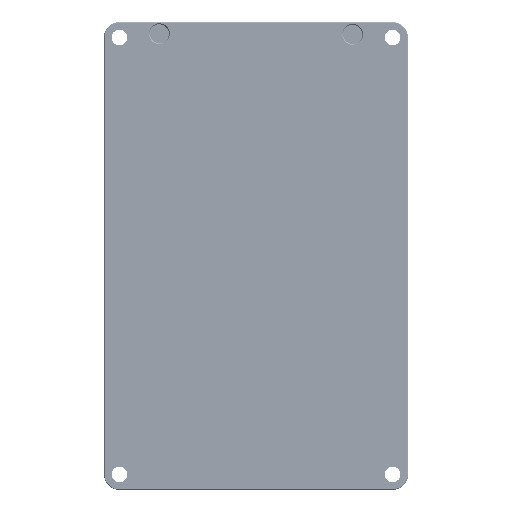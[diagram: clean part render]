
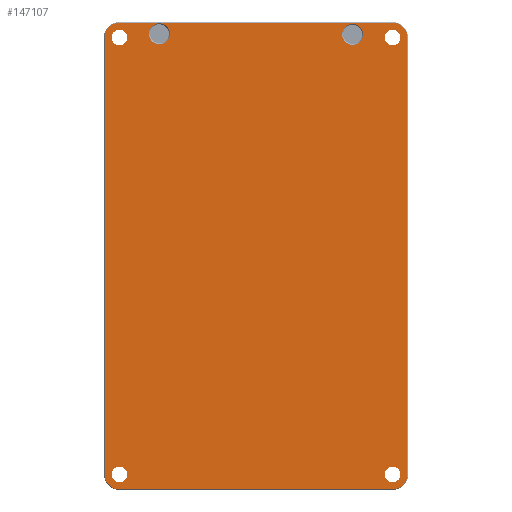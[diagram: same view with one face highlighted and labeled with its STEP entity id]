
A CAD part, front view. The second image highlights one B-rep face of the part: STEP entity #147107.
In plain terms, the highlighted planar face has unit normal (0, -1, 0).
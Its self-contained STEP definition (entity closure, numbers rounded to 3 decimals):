
#3286=PLANE('',#156832);
#7011=FACE_BOUND('',#20024,.T.);
#7012=FACE_BOUND('',#20025,.T.);
#7013=FACE_BOUND('',#20026,.T.);
#7014=FACE_BOUND('',#20027,.T.);
#7015=FACE_BOUND('',#20028,.T.);
#7016=FACE_BOUND('',#20029,.T.);
#11036=FACE_OUTER_BOUND('',#20023,.T.);
#20023=EDGE_LOOP('',(#108782,#108783,#108784,#108785,#108786,#108787,#108788,
#108789));
#20024=EDGE_LOOP('',(#108790));
#20025=EDGE_LOOP('',(#108791));
#20026=EDGE_LOOP('',(#108792));
#20027=EDGE_LOOP('',(#108793));
#20028=EDGE_LOOP('',(#108794));
#20029=EDGE_LOOP('',(#108795));
#28718=CIRCLE('',#156769,2.459);
#28721=CIRCLE('',#156773,2.459);
#28724=CIRCLE('',#156777,2.459);
#28727=CIRCLE('',#156781,2.459);
#28743=CIRCLE('',#156833,4.7);
#28744=CIRCLE('',#156834,4.7);
#28745=CIRCLE('',#156835,4.7);
#28746=CIRCLE('',#156836,4.7);
#28747=CIRCLE('',#156837,3.3);
#28748=CIRCLE('',#156838,3.3);
#39939=LINE('',#233726,#53344);
#39940=LINE('',#233730,#53345);
#39941=LINE('',#233734,#53346);
#39942=LINE('',#233738,#53347);
#53344=VECTOR('',#178512,10.);
#53345=VECTOR('',#178515,10.);
#53346=VECTOR('',#178518,10.);
#53347=VECTOR('',#178521,10.);
#66810=VERTEX_POINT('',#233472);
#66813=VERTEX_POINT('',#233480);
#66816=VERTEX_POINT('',#233488);
#66819=VERTEX_POINT('',#233496);
#66847=VERTEX_POINT('',#233724);
#66848=VERTEX_POINT('',#233725);
#66849=VERTEX_POINT('',#233727);
#66850=VERTEX_POINT('',#233729);
#66851=VERTEX_POINT('',#233731);
#66852=VERTEX_POINT('',#233733);
#66853=VERTEX_POINT('',#233735);
#66854=VERTEX_POINT('',#233737);
#66855=VERTEX_POINT('',#233740);
#66856=VERTEX_POINT('',#233742);
#82632=EDGE_CURVE('',#66810,#66810,#28718,.T.);
#82636=EDGE_CURVE('',#66813,#66813,#28721,.T.);
#82640=EDGE_CURVE('',#66816,#66816,#28724,.T.);
#82644=EDGE_CURVE('',#66819,#66819,#28727,.T.);
#82709=EDGE_CURVE('',#66847,#66848,#39939,.T.);
#82710=EDGE_CURVE('',#66849,#66847,#28743,.T.);
#82711=EDGE_CURVE('',#66850,#66849,#39940,.T.);
#82712=EDGE_CURVE('',#66851,#66850,#28744,.T.);
#82713=EDGE_CURVE('',#66852,#66851,#39941,.T.);
#82714=EDGE_CURVE('',#66853,#66852,#28745,.T.);
#82715=EDGE_CURVE('',#66854,#66853,#39942,.T.);
#82716=EDGE_CURVE('',#66848,#66854,#28746,.T.);
#82717=EDGE_CURVE('',#66855,#66855,#28747,.T.);
#82718=EDGE_CURVE('',#66856,#66856,#28748,.T.);
#108782=ORIENTED_EDGE('',*,*,#82709,.F.);
#108783=ORIENTED_EDGE('',*,*,#82710,.F.);
#108784=ORIENTED_EDGE('',*,*,#82711,.F.);
#108785=ORIENTED_EDGE('',*,*,#82712,.F.);
#108786=ORIENTED_EDGE('',*,*,#82713,.F.);
#108787=ORIENTED_EDGE('',*,*,#82714,.F.);
#108788=ORIENTED_EDGE('',*,*,#82715,.F.);
#108789=ORIENTED_EDGE('',*,*,#82716,.F.);
#108790=ORIENTED_EDGE('',*,*,#82717,.T.);
#108791=ORIENTED_EDGE('',*,*,#82718,.T.);
#108792=ORIENTED_EDGE('',*,*,#82632,.T.);
#108793=ORIENTED_EDGE('',*,*,#82636,.T.);
#108794=ORIENTED_EDGE('',*,*,#82640,.T.);
#108795=ORIENTED_EDGE('',*,*,#82644,.T.);
#147107=ADVANCED_FACE('',(#11036,#7011,#7012,#7013,#7014,#7015,#7016),#3286,
 .T.);
#156769=AXIS2_PLACEMENT_3D('',#233474,#178347,#178348);
#156773=AXIS2_PLACEMENT_3D('',#233482,#178356,#178357);
#156777=AXIS2_PLACEMENT_3D('',#233490,#178365,#178366);
#156781=AXIS2_PLACEMENT_3D('',#233498,#178374,#178375);
#156832=AXIS2_PLACEMENT_3D('',#233723,#178510,#178511);
#156833=AXIS2_PLACEMENT_3D('',#233728,#178513,#178514);
#156834=AXIS2_PLACEMENT_3D('',#233732,#178516,#178517);
#156835=AXIS2_PLACEMENT_3D('',#233736,#178519,#178520);
#156836=AXIS2_PLACEMENT_3D('',#233739,#178522,#178523);
#156837=AXIS2_PLACEMENT_3D('',#233741,#178524,#178525);
#156838=AXIS2_PLACEMENT_3D('',#233743,#178526,#178527);
#178347=DIRECTION('center_axis',(0.,1.,0.));
#178348=DIRECTION('ref_axis',(1.,0.,0.));
#178356=DIRECTION('center_axis',(0.,1.,0.));
#178357=DIRECTION('ref_axis',(1.,0.,0.));
#178365=DIRECTION('center_axis',(0.,1.,0.));
#178366=DIRECTION('ref_axis',(1.,0.,0.));
#178374=DIRECTION('center_axis',(0.,1.,0.));
#178375=DIRECTION('ref_axis',(1.,0.,0.));
#178510=DIRECTION('center_axis',(0.,-1.,0.));
#178511=DIRECTION('ref_axis',(1.,0.,0.));
#178512=DIRECTION('',(1.,0.,0.));
#178513=DIRECTION('center_axis',(0.,1.,0.));
#178514=DIRECTION('ref_axis',(-1.,0.,0.));
#178515=DIRECTION('',(0.,0.,1.));
#178516=DIRECTION('center_axis',(0.,1.,0.));
#178517=DIRECTION('ref_axis',(-1.,0.,0.));
#178518=DIRECTION('',(-1.,0.,0.));
#178519=DIRECTION('center_axis',(0.,1.,0.));
#178520=DIRECTION('ref_axis',(1.,0.,0.));
#178521=DIRECTION('',(0.,0.,-1.));
#178522=DIRECTION('center_axis',(0.,1.,0.));
#178523=DIRECTION('ref_axis',(1.,0.,0.));
#178524=DIRECTION('center_axis',(0.,1.,0.));
#178525=DIRECTION('ref_axis',(1.,0.,0.));
#178526=DIRECTION('center_axis',(0.,1.,0.));
#178527=DIRECTION('ref_axis',(1.,0.,0.));
#233472=CARTESIAN_POINT('',(40.271,20.228,25.881));
#233474=CARTESIAN_POINT('Origin',(42.73,20.228,25.881));
#233480=CARTESIAN_POINT('',(-45.942,20.228,163.773));
#233482=CARTESIAN_POINT('Origin',(-43.484,20.228,163.773));
#233488=CARTESIAN_POINT('',(40.258,20.228,163.781));
#233490=CARTESIAN_POINT('Origin',(42.716,20.228,163.781));
#233496=CARTESIAN_POINT('',(-45.929,20.228,25.873));
#233498=CARTESIAN_POINT('Origin',(-43.47,20.228,25.873));
#233723=CARTESIAN_POINT('Origin',(47.63,20.228,20.982));
#233724=CARTESIAN_POINT('',(-43.484,20.228,168.473));
#233725=CARTESIAN_POINT('',(42.716,20.228,168.481));
#233726=CARTESIAN_POINT('',(47.616,20.228,168.482));
#233727=CARTESIAN_POINT('',(-48.184,20.228,163.772));
#233728=CARTESIAN_POINT('Origin',(-43.484,20.228,163.773));
#233729=CARTESIAN_POINT('',(-48.17,20.228,25.872));
#233730=CARTESIAN_POINT('',(-48.17,20.228,20.972));
#233731=CARTESIAN_POINT('',(-43.47,20.228,21.173));
#233732=CARTESIAN_POINT('Origin',(-43.47,20.228,25.873));
#233733=CARTESIAN_POINT('',(42.73,20.228,21.181));
#233734=CARTESIAN_POINT('',(47.63,20.228,21.182));
#233735=CARTESIAN_POINT('',(47.43,20.228,25.882));
#233736=CARTESIAN_POINT('Origin',(42.73,20.228,25.881));
#233737=CARTESIAN_POINT('',(47.416,20.228,163.782));
#233738=CARTESIAN_POINT('',(47.43,20.228,20.982));
#233739=CARTESIAN_POINT('Origin',(42.716,20.228,163.781));
#233740=CARTESIAN_POINT('',(-34.184,20.228,164.974));
#233741=CARTESIAN_POINT('Origin',(-30.884,20.228,164.974));
#233742=CARTESIAN_POINT('',(26.816,20.228,164.78));
#233743=CARTESIAN_POINT('Origin',(30.116,20.228,164.78));
